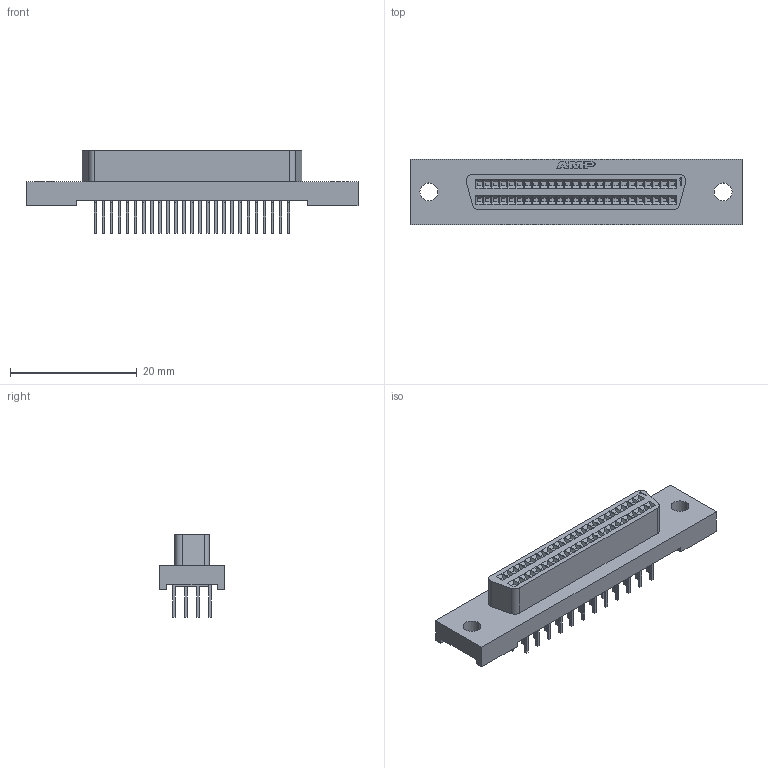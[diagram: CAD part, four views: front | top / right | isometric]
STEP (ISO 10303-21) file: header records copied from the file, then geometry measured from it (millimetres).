
FILE_DESCRIPTION((''),'2;1');
FILE_NAME('C-5786555-05-3','2007-08-31T',('workeradm'),('Tyco Electronics Corporation'),'PRO/ENGINEER BY PARAMETRIC TECHNOLOGY CORPORATION, 2005450','PRO/ENGINEER BY PARAMETRIC TECHNOLOGY CORPORATION, 2005450','');
FILE_SCHEMA(('CONFIG_CONTROL_DESIGN', 'GEOMETRIC_VALIDATION_PROPERTIES_MIM'));
Length unit declared in the file: millimetre
Products named in the file (1): C-5786555-05-3
Bounding box: 52.45 x 10.31 x 13.11 mm (x, y, z)
Volume: 2557.3 mm3; surface area: 2467.3 mm2
Topology: 1 solids, 1 shells, 604 faces, 1560 edges, 1040 vertices
Faces by surface type: plane 593, cylinder 9, extrusion 2
Entity records: 18185 total; most frequent: CARTESIAN_POINT 3239, ORIENTED_EDGE 3120, DIRECTION 2780, EDGE_CURVE 1560, VECTOR 1540, LINE 1538, VERTEX_POINT 1040, EDGE_LOOP 690
